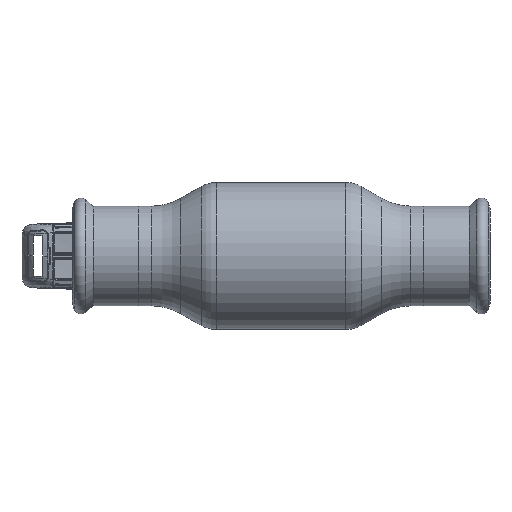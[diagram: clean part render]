
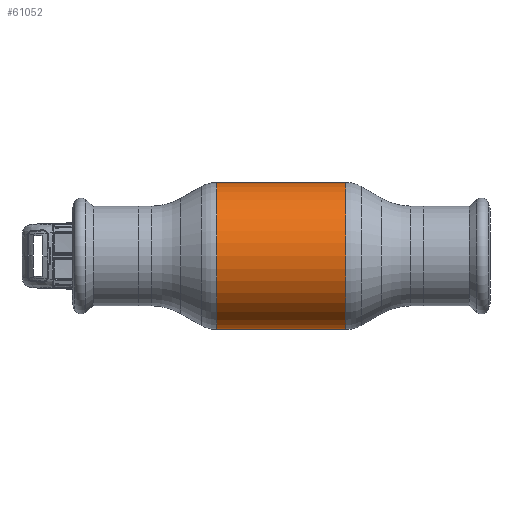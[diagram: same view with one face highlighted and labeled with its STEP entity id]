
A CAD part, front view. The second image highlights one B-rep face of the part: STEP entity #61052.
In plain terms, the highlighted cylindrical face has radius 28.25 mm (diameter 56.5 mm), a partial arc.
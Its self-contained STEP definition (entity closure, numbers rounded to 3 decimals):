
#55 = DIRECTION ( 'NONE',  ( -1., 0., 0. ) ) ;
#3696 = DIRECTION ( 'NONE',  ( 0., 0., 1. ) ) ;
#4906 = LINE ( 'NONE', #50418, #35037 ) ;
#9429 = DIRECTION ( 'NONE',  ( 0., 0., 1. ) ) ;
#12262 = ORIENTED_EDGE ( 'NONE', *, *, #15501, .F. ) ;
#14057 = VERTEX_POINT ( 'NONE', #33590 ) ;
#14132 = EDGE_CURVE ( 'NONE', #42660, #14619, #39744, .T. ) ;
#14155 = ORIENTED_EDGE ( 'NONE', *, *, #45462, .T. ) ;
#14619 = VERTEX_POINT ( 'NONE', #48128 ) ;
#15501 = EDGE_CURVE ( 'NONE', #42660, #23623, #4906, .T. ) ;
#21471 = DIRECTION ( 'NONE',  ( -1., 0., 0. ) ) ;
#22213 = DIRECTION ( 'NONE',  ( -1., 0., 0. ) ) ;
#23623 = VERTEX_POINT ( 'NONE', #34708 ) ;
#24870 = CARTESIAN_POINT ( 'NONE',  ( -62.69, 0., 0. ) ) ;
#26348 = CARTESIAN_POINT ( 'NONE',  ( -62.69, 0., 28.25 ) ) ;
#27964 = EDGE_CURVE ( 'NONE', #23623, #14057, #58333, .T. ) ;
#30054 = EDGE_LOOP ( 'NONE', ( #12262, #34199, #14155, #30873 ) ) ;
#30818 = FACE_OUTER_BOUND ( 'NONE', #30054, .T. ) ;
#30873 = ORIENTED_EDGE ( 'NONE', *, *, #27964, .F. ) ;
#32237 = LINE ( 'NONE', #26348, #58815 ) ;
#33590 = CARTESIAN_POINT ( 'NONE',  ( -24.785, 0., 28.25 ) ) ;
#34199 = ORIENTED_EDGE ( 'NONE', *, *, #14132, .T. ) ;
#34708 = CARTESIAN_POINT ( 'NONE',  ( -24.785, 0., -28.25 ) ) ;
#35037 = VECTOR ( 'NONE', #21471, 1000. ) ;
#36836 = CYLINDRICAL_SURFACE ( 'NONE', #48695, 28.25 ) ;
#38686 = CARTESIAN_POINT ( 'NONE',  ( 24.785, 0., 0. ) ) ;
#39744 = CIRCLE ( 'NONE', #47813, 28.25 ) ;
#42181 = CARTESIAN_POINT ( 'NONE',  ( 24.785, 0., -28.25 ) ) ;
#42660 = VERTEX_POINT ( 'NONE', #42181 ) ;
#45462 = EDGE_CURVE ( 'NONE', #14619, #14057, #32237, .T. ) ;
#45807 = DIRECTION ( 'NONE',  ( -1., 0., 0. ) ) ;
#47813 = AXIS2_PLACEMENT_3D ( 'NONE', #38686, #48416, #9429 ) ;
#48128 = CARTESIAN_POINT ( 'NONE',  ( 24.785, 0., 28.25 ) ) ;
#48416 = DIRECTION ( 'NONE',  ( -1., 0., 0. ) ) ;
#48695 = AXIS2_PLACEMENT_3D ( 'NONE', #24870, #55, #54232 ) ;
#50418 = CARTESIAN_POINT ( 'NONE',  ( -62.69, 0., -28.25 ) ) ;
#51788 = CARTESIAN_POINT ( 'NONE',  ( -24.785, 0., 0. ) ) ;
#53363 = AXIS2_PLACEMENT_3D ( 'NONE', #51788, #22213, #3696 ) ;
#54232 = DIRECTION ( 'NONE',  ( 0., 0., 1. ) ) ;
#58333 = CIRCLE ( 'NONE', #53363, 28.25 ) ;
#58815 = VECTOR ( 'NONE', #45807, 1000. ) ;
#61052 = ADVANCED_FACE ( 'NONE', ( #30818 ), #36836, .T. ) ;
